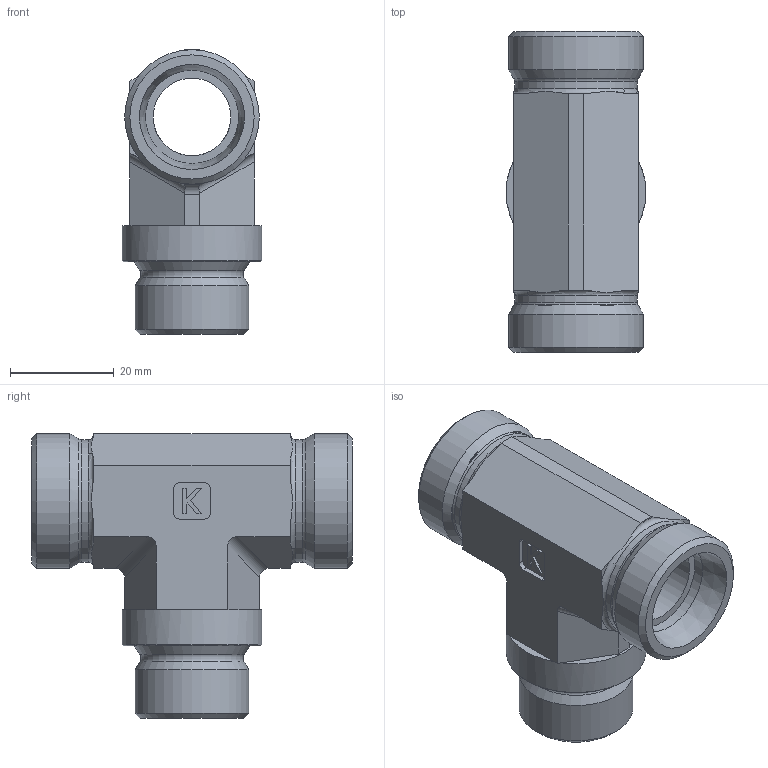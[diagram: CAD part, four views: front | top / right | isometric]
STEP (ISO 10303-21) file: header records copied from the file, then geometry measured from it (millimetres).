
FILE_DESCRIPTION((''),'2;1');
FILE_NAME('261182226.stp','2014-10-31T14:30:19',(''),('KNOMI spol. s r. o.'),'Autodesk Inventor 2012','Autodesk Inventor 2012','');
FILE_SCHEMA(('AUTOMOTIVE_DESIGN { 1 2 10303 214 0 1 1 1 }'));
Length unit declared in the file: millimetre
Products named in the file (1): THM2 18LM M22/M26
Bounding box: 27 x 62 x 55 mm (x, y, z)
Volume: 27149.3 mm3; surface area: 12594.3 mm2
Topology: 1 solids, 1 shells, 121 faces, 289 edges, 187 vertices
Faces by surface type: plane 85, cylinder 20, cone 11, torus 5
Full cylindrical faces by diameter (mm): 14 x1, 15 x1, 18 x2, 22 x1, 23.7 x2, 26 x2, 27 x1
Entity records: 3408 total; most frequent: CARTESIAN_POINT 729, DIRECTION 556, ORIENTED_EDGE 502, EDGE_CURVE 251, AXIS2_PLACEMENT_3D 208, VERTEX_POINT 175, EDGE_LOOP 168, VECTOR 140
